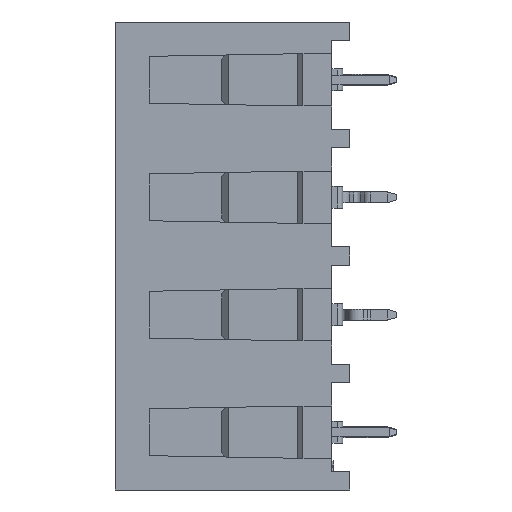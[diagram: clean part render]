
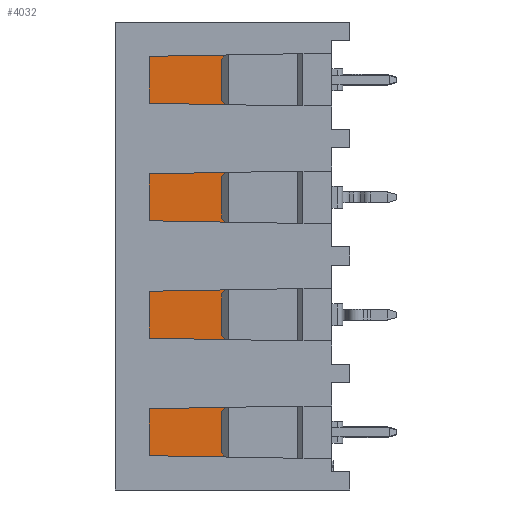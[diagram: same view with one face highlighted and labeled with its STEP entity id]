
A CAD part, left-side view. The second image highlights one B-rep face of the part: STEP entity #4032.
In plain terms, the highlighted planar face has unit normal (-1, 0, 0).
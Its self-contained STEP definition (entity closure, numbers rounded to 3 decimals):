
#3269=CARTESIAN_POINT('',(86.2,-10.4,-7.4));
#3270=VERTEX_POINT('',#3269);
#3277=CARTESIAN_POINT('',(86.2,-10.4,-8.7));
#3278=VERTEX_POINT('',#3277);
#3279=CARTESIAN_POINT('',(86.2,-10.4,-7.4));
#3280=DIRECTION('',(0.,0.,-1.));
#3281=VECTOR('',#3280,1.3);
#3282=LINE('',#3279,#3281);
#3283=EDGE_CURVE('',#3270,#3278,#3282,.T.);
#3301=CARTESIAN_POINT('',(86.2,-10.4,-11.3));
#3302=VERTEX_POINT('',#3301);
#3309=CARTESIAN_POINT('',(86.2,-10.4,-12.6));
#3310=VERTEX_POINT('',#3309);
#3311=CARTESIAN_POINT('',(86.2,-10.4,-11.3));
#3312=DIRECTION('',(0.,0.,-1.));
#3313=VECTOR('',#3312,1.3);
#3314=LINE('',#3311,#3313);
#3315=EDGE_CURVE('',#3302,#3310,#3314,.T.);
#3644=CARTESIAN_POINT('',(86.2,-1.8,-7.4));
#3645=VERTEX_POINT('',#3644);
#3652=CARTESIAN_POINT('',(86.2,-1.8,-7.4));
#3653=DIRECTION('',(0.,-1.,0.));
#3654=VECTOR('',#3653,8.6);
#3655=LINE('',#3652,#3654);
#3656=EDGE_CURVE('',#3645,#3270,#3655,.T.);
#3745=CARTESIAN_POINT('',(86.2,-1.4,-7.));
#3746=VERTEX_POINT('',#3745);
#3754=CARTESIAN_POINT('',(86.2,-1.4,-6.8));
#3755=VERTEX_POINT('',#3754);
#3762=CARTESIAN_POINT('',(86.2,-1.4,-6.8));
#3763=DIRECTION('',(0.,0.,-1.));
#3764=VECTOR('',#3763,0.2);
#3765=LINE('',#3762,#3764);
#3766=EDGE_CURVE('',#3755,#3746,#3765,.T.);
#3771=CARTESIAN_POINT('',(86.2,0.,-10.));
#3772=DIRECTION('',(0.,1.,0.));
#3773=DIRECTION('',(-1.,0.,0.));
#3774=AXIS2_PLACEMENT_3D('',#3771,#3773,#3772);
#3775=PLANE('',#3774);
#3776=CARTESIAN_POINT('',(86.2,-7.,-28.2));
#3777=VERTEX_POINT('',#3776);
#3778=CARTESIAN_POINT('',(86.2,-10.4,-28.2));
#3779=VERTEX_POINT('',#3778);
#3780=CARTESIAN_POINT('',(86.2,-7.,-28.2));
#3781=DIRECTION('',(0.,-1.,0.));
#3782=VECTOR('',#3781,3.4);
#3783=LINE('',#3780,#3782);
#3784=EDGE_CURVE('',#3777,#3779,#3783,.T.);
#3785=ORIENTED_EDGE('',*,*,#3784,.T.);
#3786=CARTESIAN_POINT('',(86.2,-10.4,-26.9));
#3787=VERTEX_POINT('',#3786);
#3788=CARTESIAN_POINT('',(86.2,-10.4,-28.2));
#3789=DIRECTION('',(0.,0.,1.));
#3790=VECTOR('',#3789,1.3);
#3791=LINE('',#3788,#3790);
#3792=EDGE_CURVE('',#3779,#3787,#3791,.T.);
#3793=ORIENTED_EDGE('',*,*,#3792,.T.);
#3794=CARTESIAN_POINT('',(86.2,-1.8,-26.9));
#3795=VERTEX_POINT('',#3794);
#3796=CARTESIAN_POINT('',(86.2,-10.4,-26.9));
#3797=DIRECTION('',(0.,1.,0.));
#3798=VECTOR('',#3797,8.6);
#3799=LINE('',#3796,#3798);
#3800=EDGE_CURVE('',#3787,#3795,#3799,.T.);
#3801=ORIENTED_EDGE('',*,*,#3800,.T.);
#3802=CARTESIAN_POINT('',(86.2,-1.4,-26.5));
#3803=VERTEX_POINT('',#3802);
#3804=CARTESIAN_POINT('',(86.2,-1.8,-26.9));
#3805=DIRECTION('',(0.,0.707,0.707));
#3806=VECTOR('',#3805,0.566);
#3807=LINE('',#3804,#3806);
#3808=EDGE_CURVE('',#3795,#3803,#3807,.T.);
#3809=ORIENTED_EDGE('',*,*,#3808,.T.);
#3810=CARTESIAN_POINT('',(86.2,-1.4,-26.));
#3811=VERTEX_POINT('',#3810);
#3812=CARTESIAN_POINT('',(86.2,-1.4,-26.5));
#3813=DIRECTION('',(0.,0.,1.));
#3814=VECTOR('',#3813,0.5);
#3815=LINE('',#3812,#3814);
#3816=EDGE_CURVE('',#3803,#3811,#3815,.T.);
#3817=ORIENTED_EDGE('',*,*,#3816,.T.);
#3818=CARTESIAN_POINT('',(86.2,-1.8,-25.6));
#3819=VERTEX_POINT('',#3818);
#3820=CARTESIAN_POINT('',(86.2,-1.4,-26.));
#3821=DIRECTION('',(0.,-0.707,0.707));
#3822=VECTOR('',#3821,0.566);
#3823=LINE('',#3820,#3822);
#3824=EDGE_CURVE('',#3811,#3819,#3823,.T.);
#3825=ORIENTED_EDGE('',*,*,#3824,.T.);
#3826=CARTESIAN_POINT('',(86.2,-10.4,-25.6));
#3827=VERTEX_POINT('',#3826);
#3828=CARTESIAN_POINT('',(86.2,-1.8,-25.6));
#3829=DIRECTION('',(0.,-1.,0.));
#3830=VECTOR('',#3829,8.6);
#3831=LINE('',#3828,#3830);
#3832=EDGE_CURVE('',#3819,#3827,#3831,.T.);
#3833=ORIENTED_EDGE('',*,*,#3832,.T.);
#3834=CARTESIAN_POINT('',(86.2,-10.4,-20.4));
#3835=VERTEX_POINT('',#3834);
#3836=CARTESIAN_POINT('',(86.2,-10.4,-25.6));
#3837=DIRECTION('',(0.,0.,1.));
#3838=VECTOR('',#3837,5.2);
#3839=LINE('',#3836,#3838);
#3840=EDGE_CURVE('',#3827,#3835,#3839,.T.);
#3841=ORIENTED_EDGE('',*,*,#3840,.T.);
#3842=CARTESIAN_POINT('',(86.2,-1.8,-20.4));
#3843=VERTEX_POINT('',#3842);
#3844=CARTESIAN_POINT('',(86.2,-10.4,-20.4));
#3845=DIRECTION('',(0.,1.,0.));
#3846=VECTOR('',#3845,8.6);
#3847=LINE('',#3844,#3846);
#3848=EDGE_CURVE('',#3835,#3843,#3847,.T.);
#3849=ORIENTED_EDGE('',*,*,#3848,.T.);
#3850=CARTESIAN_POINT('',(86.2,-1.4,-20.));
#3851=VERTEX_POINT('',#3850);
#3852=CARTESIAN_POINT('',(86.2,-1.8,-20.4));
#3853=DIRECTION('',(0.,0.707,0.707));
#3854=VECTOR('',#3853,0.566);
#3855=LINE('',#3852,#3854);
#3856=EDGE_CURVE('',#3843,#3851,#3855,.T.);
#3857=ORIENTED_EDGE('',*,*,#3856,.T.);
#3858=CARTESIAN_POINT('',(86.2,-1.4,-19.5));
#3859=VERTEX_POINT('',#3858);
#3860=CARTESIAN_POINT('',(86.2,-1.4,-20.));
#3861=DIRECTION('',(0.,0.,1.));
#3862=VECTOR('',#3861,0.5);
#3863=LINE('',#3860,#3862);
#3864=EDGE_CURVE('',#3851,#3859,#3863,.T.);
#3865=ORIENTED_EDGE('',*,*,#3864,.T.);
#3866=CARTESIAN_POINT('',(86.2,-1.8,-19.1));
#3867=VERTEX_POINT('',#3866);
#3868=CARTESIAN_POINT('',(86.2,-1.4,-19.5));
#3869=DIRECTION('',(0.,-0.707,0.707));
#3870=VECTOR('',#3869,0.566);
#3871=LINE('',#3868,#3870);
#3872=EDGE_CURVE('',#3859,#3867,#3871,.T.);
#3873=ORIENTED_EDGE('',*,*,#3872,.T.);
#3874=CARTESIAN_POINT('',(86.2,-10.4,-19.1));
#3875=VERTEX_POINT('',#3874);
#3876=CARTESIAN_POINT('',(86.2,-1.8,-19.1));
#3877=DIRECTION('',(0.,-1.,0.));
#3878=VECTOR('',#3877,8.6);
#3879=LINE('',#3876,#3878);
#3880=EDGE_CURVE('',#3867,#3875,#3879,.T.);
#3881=ORIENTED_EDGE('',*,*,#3880,.T.);
#3882=CARTESIAN_POINT('',(86.2,-10.4,-13.9));
#3883=VERTEX_POINT('',#3882);
#3884=CARTESIAN_POINT('',(86.2,-10.4,-19.1));
#3885=DIRECTION('',(0.,0.,1.));
#3886=VECTOR('',#3885,5.2);
#3887=LINE('',#3884,#3886);
#3888=EDGE_CURVE('',#3875,#3883,#3887,.T.);
#3889=ORIENTED_EDGE('',*,*,#3888,.T.);
#3890=CARTESIAN_POINT('',(86.2,-1.8,-13.9));
#3891=VERTEX_POINT('',#3890);
#3892=CARTESIAN_POINT('',(86.2,-10.4,-13.9));
#3893=DIRECTION('',(0.,1.,0.));
#3894=VECTOR('',#3893,8.6);
#3895=LINE('',#3892,#3894);
#3896=EDGE_CURVE('',#3883,#3891,#3895,.T.);
#3897=ORIENTED_EDGE('',*,*,#3896,.T.);
#3898=CARTESIAN_POINT('',(86.2,-1.4,-13.5));
#3899=VERTEX_POINT('',#3898);
#3900=CARTESIAN_POINT('',(86.2,-1.8,-13.9));
#3901=DIRECTION('',(0.,0.707,0.707));
#3902=VECTOR('',#3901,0.566);
#3903=LINE('',#3900,#3902);
#3904=EDGE_CURVE('',#3891,#3899,#3903,.T.);
#3905=ORIENTED_EDGE('',*,*,#3904,.T.);
#3906=CARTESIAN_POINT('',(86.2,-1.4,-13.));
#3907=VERTEX_POINT('',#3906);
#3908=CARTESIAN_POINT('',(86.2,-1.4,-13.5));
#3909=DIRECTION('',(0.,0.,1.));
#3910=VECTOR('',#3909,0.5);
#3911=LINE('',#3908,#3910);
#3912=EDGE_CURVE('',#3899,#3907,#3911,.T.);
#3913=ORIENTED_EDGE('',*,*,#3912,.T.);
#3914=CARTESIAN_POINT('',(86.2,-1.8,-12.6));
#3915=VERTEX_POINT('',#3914);
#3916=CARTESIAN_POINT('',(86.2,-1.4,-13.));
#3917=DIRECTION('',(0.,-0.707,0.707));
#3918=VECTOR('',#3917,0.566);
#3919=LINE('',#3916,#3918);
#3920=EDGE_CURVE('',#3907,#3915,#3919,.T.);
#3921=ORIENTED_EDGE('',*,*,#3920,.T.);
#3922=CARTESIAN_POINT('',(86.2,-1.8,-12.6));
#3923=DIRECTION('',(0.,-1.,0.));
#3924=VECTOR('',#3923,8.6);
#3925=LINE('',#3922,#3924);
#3926=EDGE_CURVE('',#3915,#3310,#3925,.T.);
#3927=ORIENTED_EDGE('',*,*,#3926,.T.);
#3928=ORIENTED_EDGE('',*,*,#3315,.F.);
#3929=CARTESIAN_POINT('',(86.2,-7.,-11.3));
#3930=VERTEX_POINT('',#3929);
#3931=CARTESIAN_POINT('',(86.2,-10.4,-11.3));
#3932=DIRECTION('',(0.,1.,0.));
#3933=VECTOR('',#3932,3.4);
#3934=LINE('',#3931,#3933);
#3935=EDGE_CURVE('',#3302,#3930,#3934,.T.);
#3936=ORIENTED_EDGE('',*,*,#3935,.T.);
#3937=CARTESIAN_POINT('',(86.2,-7.,-8.7));
#3938=VERTEX_POINT('',#3937);
#3939=CARTESIAN_POINT('',(86.2,-7.,-11.3));
#3940=DIRECTION('',(0.,0.,1.));
#3941=VECTOR('',#3940,2.6);
#3942=LINE('',#3939,#3941);
#3943=EDGE_CURVE('',#3930,#3938,#3942,.T.);
#3944=ORIENTED_EDGE('',*,*,#3943,.T.);
#3945=CARTESIAN_POINT('',(86.2,-7.,-8.7));
#3946=DIRECTION('',(0.,-1.,0.));
#3947=VECTOR('',#3946,3.4);
#3948=LINE('',#3945,#3947);
#3949=EDGE_CURVE('',#3938,#3278,#3948,.T.);
#3950=ORIENTED_EDGE('',*,*,#3949,.T.);
#3951=ORIENTED_EDGE('',*,*,#3283,.F.);
#3952=ORIENTED_EDGE('',*,*,#3656,.F.);
#3953=CARTESIAN_POINT('',(86.2,-1.8,-7.4));
#3954=DIRECTION('',(0.,0.707,0.707));
#3955=VECTOR('',#3954,0.566);
#3956=LINE('',#3953,#3955);
#3957=EDGE_CURVE('',#3645,#3746,#3956,.T.);
#3958=ORIENTED_EDGE('',*,*,#3957,.T.);
#3959=ORIENTED_EDGE('',*,*,#3766,.F.);
#3960=CARTESIAN_POINT('',(86.2,-0.4,-6.8));
#3961=VERTEX_POINT('',#3960);
#3962=CARTESIAN_POINT('',(86.2,-1.4,-6.8));
#3963=DIRECTION('',(0.,1.,0.));
#3964=VECTOR('',#3963,1.);
#3965=LINE('',#3962,#3964);
#3966=EDGE_CURVE('',#3755,#3961,#3965,.T.);
#3967=ORIENTED_EDGE('',*,*,#3966,.T.);
#3968=CARTESIAN_POINT('',(86.2,-0.4,-32.7));
#3969=VERTEX_POINT('',#3968);
#3970=CARTESIAN_POINT('',(86.2,-0.4,-6.8));
#3971=DIRECTION('',(0.,0.,-1.));
#3972=VECTOR('',#3971,25.9);
#3973=LINE('',#3970,#3972);
#3974=EDGE_CURVE('',#3961,#3969,#3973,.T.);
#3975=ORIENTED_EDGE('',*,*,#3974,.T.);
#3976=CARTESIAN_POINT('',(86.2,-1.4,-32.7));
#3977=VERTEX_POINT('',#3976);
#3978=CARTESIAN_POINT('',(86.2,-0.4,-32.7));
#3979=DIRECTION('',(0.,-1.,0.));
#3980=VECTOR('',#3979,1.);
#3981=LINE('',#3978,#3980);
#3982=EDGE_CURVE('',#3969,#3977,#3981,.T.);
#3983=ORIENTED_EDGE('',*,*,#3982,.T.);
#3984=CARTESIAN_POINT('',(86.2,-1.4,-32.5));
#3985=VERTEX_POINT('',#3984);
#3986=CARTESIAN_POINT('',(86.2,-1.4,-32.7));
#3987=DIRECTION('',(0.,0.,1.));
#3988=VECTOR('',#3987,0.2);
#3989=LINE('',#3986,#3988);
#3990=EDGE_CURVE('',#3977,#3985,#3989,.T.);
#3991=ORIENTED_EDGE('',*,*,#3990,.T.);
#3992=CARTESIAN_POINT('',(86.2,-1.8,-32.1));
#3993=VERTEX_POINT('',#3992);
#3994=CARTESIAN_POINT('',(86.2,-1.4,-32.5));
#3995=DIRECTION('',(0.,-0.707,0.707));
#3996=VECTOR('',#3995,0.566);
#3997=LINE('',#3994,#3996);
#3998=EDGE_CURVE('',#3985,#3993,#3997,.T.);
#3999=ORIENTED_EDGE('',*,*,#3998,.T.);
#4000=CARTESIAN_POINT('',(86.2,-10.4,-32.1));
#4001=VERTEX_POINT('',#4000);
#4002=CARTESIAN_POINT('',(86.2,-1.8,-32.1));
#4003=DIRECTION('',(0.,-1.,0.));
#4004=VECTOR('',#4003,8.6);
#4005=LINE('',#4002,#4004);
#4006=EDGE_CURVE('',#3993,#4001,#4005,.T.);
#4007=ORIENTED_EDGE('',*,*,#4006,.T.);
#4008=CARTESIAN_POINT('',(86.2,-10.4,-30.8));
#4009=VERTEX_POINT('',#4008);
#4010=CARTESIAN_POINT('',(86.2,-10.4,-32.1));
#4011=DIRECTION('',(0.,0.,1.));
#4012=VECTOR('',#4011,1.3);
#4013=LINE('',#4010,#4012);
#4014=EDGE_CURVE('',#4001,#4009,#4013,.T.);
#4015=ORIENTED_EDGE('',*,*,#4014,.T.);
#4016=CARTESIAN_POINT('',(86.2,-7.,-30.8));
#4017=VERTEX_POINT('',#4016);
#4018=CARTESIAN_POINT('',(86.2,-10.4,-30.8));
#4019=DIRECTION('',(0.,1.,0.));
#4020=VECTOR('',#4019,3.4);
#4021=LINE('',#4018,#4020);
#4022=EDGE_CURVE('',#4009,#4017,#4021,.T.);
#4023=ORIENTED_EDGE('',*,*,#4022,.T.);
#4024=CARTESIAN_POINT('',(86.2,-7.,-30.8));
#4025=DIRECTION('',(0.,0.,1.));
#4026=VECTOR('',#4025,2.6);
#4027=LINE('',#4024,#4026);
#4028=EDGE_CURVE('',#4017,#3777,#4027,.T.);
#4029=ORIENTED_EDGE('',*,*,#4028,.T.);
#4030=EDGE_LOOP('',(#3785,#3793,#3801,#3809,#3817,#3825,#3833,#3841,#3849,#3857,#3865,#3873,#3881,#3889,#3897,#3905,#3913,#3921,#3927,#3928,#3936,#3944,#3950,#3951,#3952,#3958,#3959,#3967,#3975,#3983,#3991,#3999,#4007,#4015,#4023,#4029));
#4031=FACE_OUTER_BOUND('',#4030,.T.);
#4032=ADVANCED_FACE('',(#4031),#3775,.T.);
